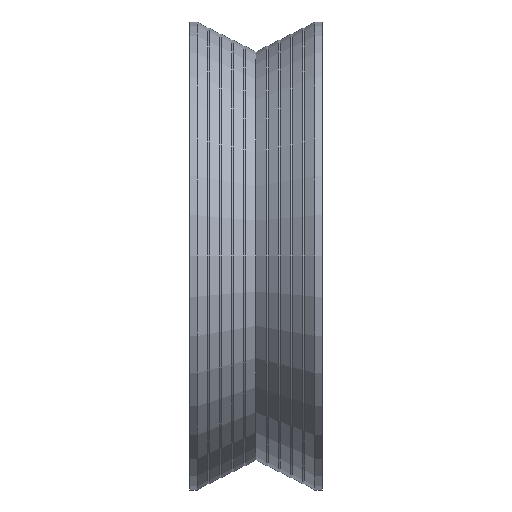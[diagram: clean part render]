
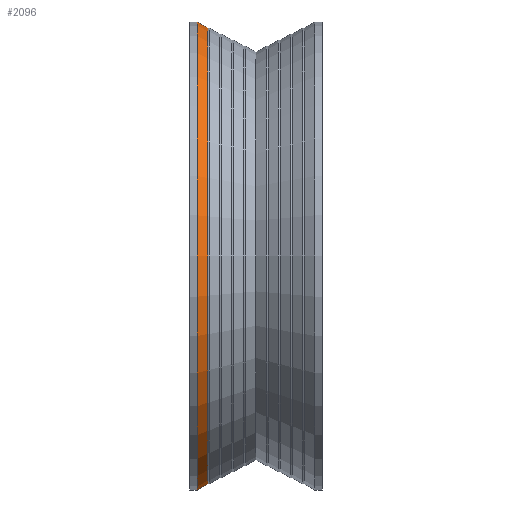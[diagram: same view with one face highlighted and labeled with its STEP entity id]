
A CAD part, left-side view. The second image highlights one B-rep face of the part: STEP entity #2096.
In plain terms, the highlighted conical face has half-angle 30 degrees and reference radius 35.894 mm.
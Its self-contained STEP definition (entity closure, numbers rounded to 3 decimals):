
#3 = ORIENTED_EDGE ( 'NONE', *, *, #1831, .F. ) ;
#6 = VECTOR ( 'NONE', #9, 1000. ) ;
#9 = DIRECTION ( 'NONE',  ( 0., 0.866, 0.5 ) ) ;
#51 = EDGE_CURVE ( 'NONE', #544, #1668, #814, .T. ) ;
#85 = CARTESIAN_POINT ( 'NONE',  ( 0., 19.2, -35.894 ) ) ;
#118 = DIRECTION ( 'NONE',  ( 0., 1., 0. ) ) ;
#191 = AXIS2_PLACEMENT_3D ( 'NONE', #1834, #343, #1352 ) ;
#232 = CARTESIAN_POINT ( 'NONE',  ( 0., 17.6, 34.97 ) ) ;
#283 = VERTEX_POINT ( 'NONE', #296 ) ;
#296 = CARTESIAN_POINT ( 'NONE',  ( 0., 17.6, -34.97 ) ) ;
#310 = CIRCLE ( 'NONE', #571, 35.894 ) ;
#316 = EDGE_LOOP ( 'NONE', ( #1781, #375, #398, #3 ) ) ;
#343 = DIRECTION ( 'NONE',  ( 0., 1., 0. ) ) ;
#371 = CARTESIAN_POINT ( 'NONE',  ( 0., 17.6, 0. ) ) ;
#375 = ORIENTED_EDGE ( 'NONE', *, *, #51, .T. ) ;
#381 = EDGE_CURVE ( 'NONE', #283, #544, #2041, .T. ) ;
#398 = ORIENTED_EDGE ( 'NONE', *, *, #737, .F. ) ;
#544 = VERTEX_POINT ( 'NONE', #232 ) ;
#562 = CARTESIAN_POINT ( 'NONE',  ( 0., 19.2, -35.894 ) ) ;
#571 = AXIS2_PLACEMENT_3D ( 'NONE', #1110, #118, #770 ) ;
#605 = VECTOR ( 'NONE', #903, 1000. ) ;
#631 = CONICAL_SURFACE ( 'NONE', #191, 35.894, 0.524 ) ;
#680 = CARTESIAN_POINT ( 'NONE',  ( 0., 19.2, 35.894 ) ) ;
#737 = EDGE_CURVE ( 'NONE', #1439, #1668, #310, .T. ) ;
#770 = DIRECTION ( 'NONE',  ( 0., 0., 1. ) ) ;
#814 = LINE ( 'NONE', #2111, #6 ) ;
#903 = DIRECTION ( 'NONE',  ( 0., 0.866, -0.5 ) ) ;
#1001 = DIRECTION ( 'NONE',  ( 0., 0., 1. ) ) ;
#1110 = CARTESIAN_POINT ( 'NONE',  ( 0., 19.2, 0. ) ) ;
#1246 = LINE ( 'NONE', #85, #605 ) ;
#1334 = DIRECTION ( 'NONE',  ( 0., 1., 0. ) ) ;
#1352 = DIRECTION ( 'NONE',  ( 0., 0., -1. ) ) ;
#1439 = VERTEX_POINT ( 'NONE', #562 ) ;
#1668 = VERTEX_POINT ( 'NONE', #680 ) ;
#1781 = ORIENTED_EDGE ( 'NONE', *, *, #381, .T. ) ;
#1809 = FACE_OUTER_BOUND ( 'NONE', #316, .T. ) ;
#1831 = EDGE_CURVE ( 'NONE', #283, #1439, #1246, .T. ) ;
#1834 = CARTESIAN_POINT ( 'NONE',  ( 0., 19.2, 0. ) ) ;
#1941 = AXIS2_PLACEMENT_3D ( 'NONE', #371, #1334, #1001 ) ;
#2041 = CIRCLE ( 'NONE', #1941, 34.97 ) ;
#2096 = ADVANCED_FACE ( 'NONE', ( #1809 ), #631, .T. ) ;
#2111 = CARTESIAN_POINT ( 'NONE',  ( 0., 19.2, 35.894 ) ) ;
